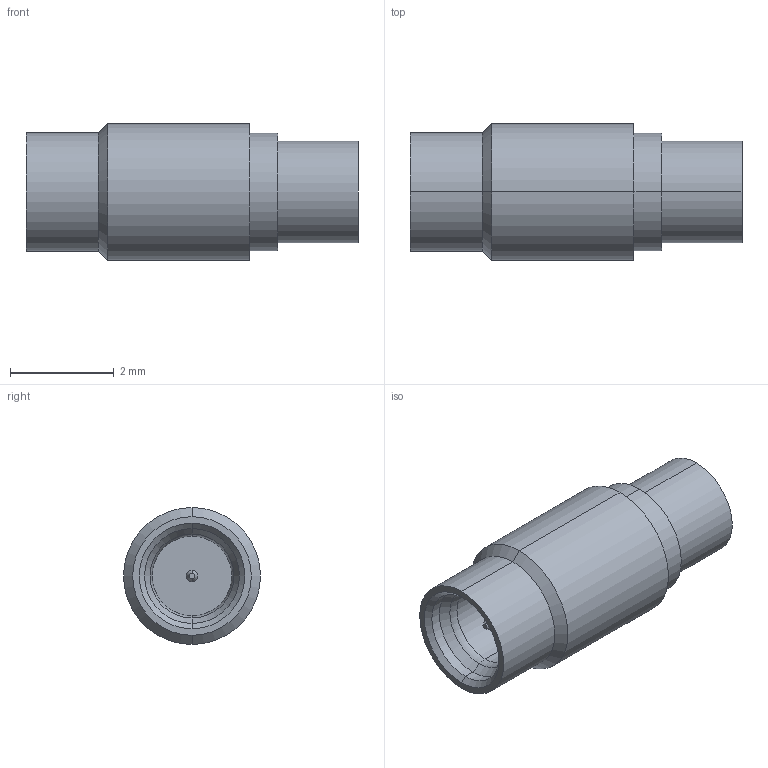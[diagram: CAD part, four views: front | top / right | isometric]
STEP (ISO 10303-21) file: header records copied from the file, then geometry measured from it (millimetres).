
FILE_DESCRIPTION (( 'STEP AP214' ), '1' );
FILE_NAME ('3811-40002.STEP', '2015-06-19T12:40:55', ( 'image' ), ( '' ), 'SwSTEP 2.0', 'SolidWorks 2014', '' );
FILE_SCHEMA (( 'AUTOMOTIVE_DESIGN' ));
Length unit declared in the file: inch
Products named in the file (1): 3811-40002
Bounding box: 6.4 x 2.64 x 2.64 mm (x, y, z)
Volume: 24.1 mm3; surface area: 67.9 mm2
Topology: 1 solids, 1 shells, 35 faces, 68 edges, 40 vertices
Faces by surface type: cylinder 16, cone 10, plane 7, torus 2
Entity records: 1378 total; most frequent: DIRECTION 182, CARTESIAN_POINT 144, ORIENTED_EDGE 136, AXIS2_PLACEMENT_3D 78, EDGE_CURVE 68, CIRCLE 42, VERTEX_POINT 40, EDGE_LOOP 40
